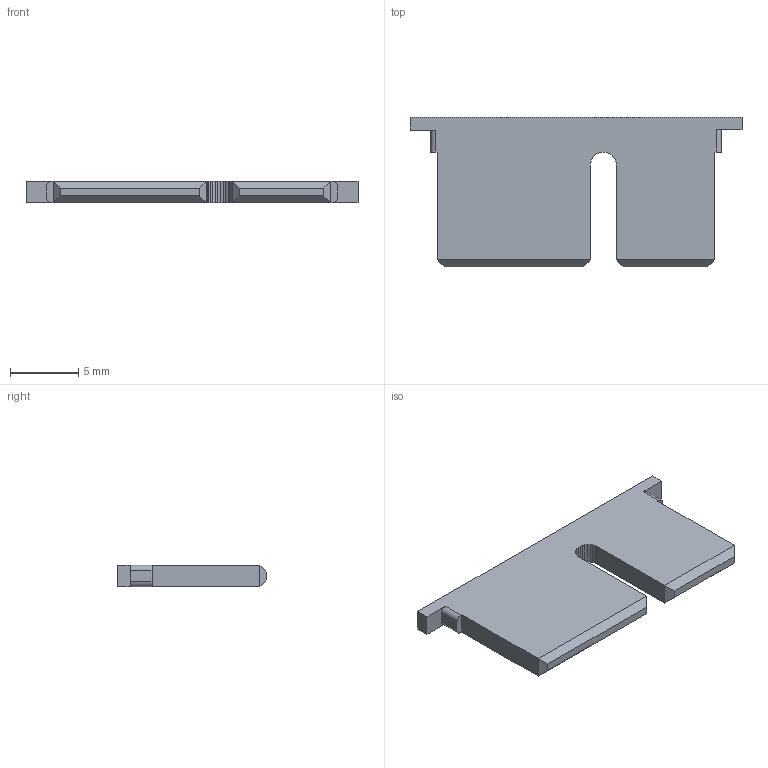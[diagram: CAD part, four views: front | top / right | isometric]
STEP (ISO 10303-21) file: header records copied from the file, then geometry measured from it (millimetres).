
FILE_DESCRIPTION(('FreeCAD Model'),'2;1');
FILE_NAME('Open CASCADE Shape Model','2023-03-22T11:44:15',(''),(''), 'Open CASCADE STEP processor 7.6','FreeCAD','Unknown');
FILE_SCHEMA(('AUTOMOTIVE_DESIGN { 1 0 10303 214 1 1 1 1 }'));
Length unit declared in the file: millimetre
Products named in the file (1): fingerconn
Bounding box: 24.3 x 10.95 x 1.58 mm (x, y, z)
Volume: 329.8 mm3; surface area: 546.3 mm2
Topology: 1 solids, 1 shells, 44 faces, 122 edges, 80 vertices
Faces by surface type: plane 40, cylinder 4
Entity records: 1404 total; most frequent: CARTESIAN_POINT 247, ORIENTED_EDGE 244, DIRECTION 220, EDGE_CURVE 122, LINE 114, VECTOR 114, VERTEX_POINT 80, AXIS2_PLACEMENT_3D 53
